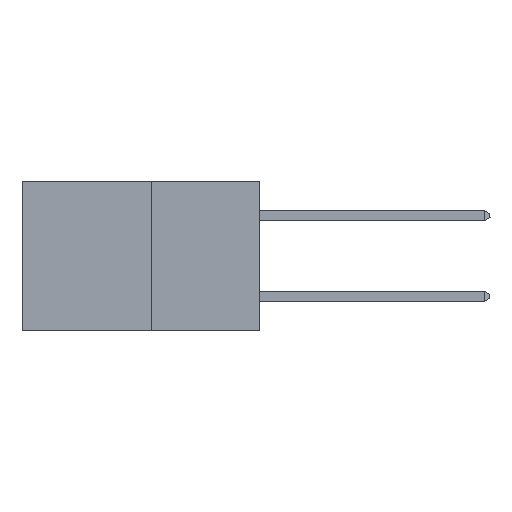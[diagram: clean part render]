
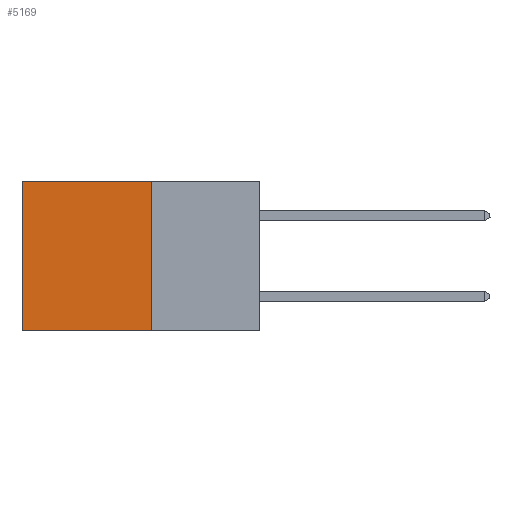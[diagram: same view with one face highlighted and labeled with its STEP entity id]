
A CAD part, left-side view. The second image highlights one B-rep face of the part: STEP entity #5169.
In plain terms, the highlighted planar face has unit normal (-1, 0, 0).
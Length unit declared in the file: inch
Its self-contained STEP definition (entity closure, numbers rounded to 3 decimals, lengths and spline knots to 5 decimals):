
#6 = VERTEX_POINT ( 'NONE', #9267 ) ;
#293 = FACE_OUTER_BOUND ( 'NONE', #13553, .T. ) ;
#602 = CARTESIAN_POINT ( 'NONE',  ( 0.277, 0.27, 0. ) ) ;
#991 = ORIENTED_EDGE ( 'NONE', *, *, #19557, .T. ) ;
#2290 = ORIENTED_EDGE ( 'NONE', *, *, #21454, .F. ) ;
#2850 = DIRECTION ( 'NONE',  ( 0., 0., -1. ) ) ;
#3470 = VECTOR ( 'NONE', #2850, 39.37008 ) ;
#3610 = PLANE ( 'NONE',  #21350 ) ;
#3906 = ORIENTED_EDGE ( 'NONE', *, *, #8904, .T. ) ;
#4900 = CARTESIAN_POINT ( 'NONE',  ( 0.277, 0.27, -0.37 ) ) ;
#4929 = VERTEX_POINT ( 'NONE', #14612 ) ;
#5169 = ADVANCED_FACE ( 'NONE', ( #293 ), #3610, .F. ) ;
#5416 = CARTESIAN_POINT ( 'NONE',  ( 0.277, 0.27, -0.37 ) ) ;
#6396 = LINE ( 'NONE', #19648, #19948 ) ;
#7245 = DIRECTION ( 'NONE',  ( 1., 0., 0. ) ) ;
#8679 = VECTOR ( 'NONE', #22428, 39.37008 ) ;
#8904 = EDGE_CURVE ( 'NONE', #10463, #4929, #22885, .T. ) ;
#9267 = CARTESIAN_POINT ( 'NONE',  ( 0.277, 0.27, 0. ) ) ;
#10463 = VERTEX_POINT ( 'NONE', #16120 ) ;
#10854 = DIRECTION ( 'NONE',  ( 0., 1., 0. ) ) ;
#11312 = DIRECTION ( 'NONE',  ( 0., 1., 0. ) ) ;
#13386 = LINE ( 'NONE', #17141, #8679 ) ;
#13553 = EDGE_LOOP ( 'NONE', ( #3906, #2290, #14841, #991 ) ) ;
#14612 = CARTESIAN_POINT ( 'NONE',  ( 0.277, 0.59, -0.37 ) ) ;
#14841 = ORIENTED_EDGE ( 'NONE', *, *, #14931, .F. ) ;
#14931 = EDGE_CURVE ( 'NONE', #6, #15679, #13386, .T. ) ;
#15679 = VERTEX_POINT ( 'NONE', #4900 ) ;
#16120 = CARTESIAN_POINT ( 'NONE',  ( 0.277, 0.59, 0. ) ) ;
#16471 = VECTOR ( 'NONE', #11312, 39.37008 ) ;
#17032 = CARTESIAN_POINT ( 'NONE',  ( 0.277, 0.59, -0.37 ) ) ;
#17141 = CARTESIAN_POINT ( 'NONE',  ( 0.277, 0.27, -0.37 ) ) ;
#19557 = EDGE_CURVE ( 'NONE', #6, #10463, #21128, .T. ) ;
#19608 = DIRECTION ( 'NONE',  ( 0., 0., -1. ) ) ;
#19648 = CARTESIAN_POINT ( 'NONE',  ( 0.277, 0.27, -0.37 ) ) ;
#19948 = VECTOR ( 'NONE', #10854, 39.37008 ) ;
#21128 = LINE ( 'NONE', #602, #16471 ) ;
#21350 = AXIS2_PLACEMENT_3D ( 'NONE', #5416, #7245, #19608 ) ;
#21454 = EDGE_CURVE ( 'NONE', #15679, #4929, #6396, .T. ) ;
#22428 = DIRECTION ( 'NONE',  ( 0., 0., -1. ) ) ;
#22885 = LINE ( 'NONE', #17032, #3470 ) ;
